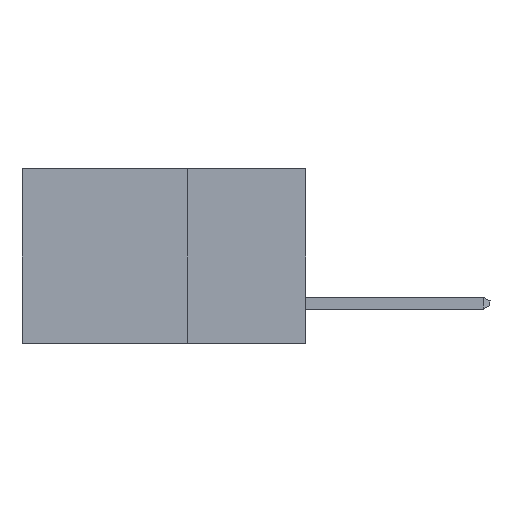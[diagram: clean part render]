
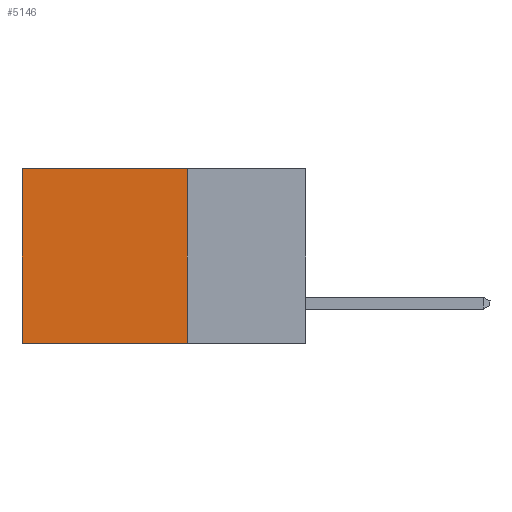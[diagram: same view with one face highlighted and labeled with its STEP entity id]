
A CAD part, left-side view. The second image highlights one B-rep face of the part: STEP entity #5146.
In plain terms, the highlighted planar face has unit normal (-1, 0, 0).
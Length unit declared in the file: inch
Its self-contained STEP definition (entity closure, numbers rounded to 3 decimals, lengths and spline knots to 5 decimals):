
#253 = CARTESIAN_POINT ( 'NONE',  ( 0.2615, 0.25, 0. ) ) ;
#270 = ORIENTED_EDGE ( 'NONE', *, *, #5976, .T. ) ;
#357 = DIRECTION ( 'NONE',  ( 0., 0., -1. ) ) ;
#728 = VERTEX_POINT ( 'NONE', #8546 ) ;
#2016 = VECTOR ( 'NONE', #4289, 39.37008 ) ;
#2265 = VECTOR ( 'NONE', #2596, 39.37008 ) ;
#2536 = CARTESIAN_POINT ( 'NONE',  ( 0.2615, 0.25, -0.37 ) ) ;
#2596 = DIRECTION ( 'NONE',  ( 0., 0., -1. ) ) ;
#2779 = CARTESIAN_POINT ( 'NONE',  ( 0.2615, 0.25, -0.37 ) ) ;
#4010 = VERTEX_POINT ( 'NONE', #2779 ) ;
#4289 = DIRECTION ( 'NONE',  ( 0., 1., 0. ) ) ;
#5017 = ORIENTED_EDGE ( 'NONE', *, *, #13748, .F. ) ;
#5058 = FACE_OUTER_BOUND ( 'NONE', #14477, .T. ) ;
#5084 = LINE ( 'NONE', #11978, #10698 ) ;
#5088 = VERTEX_POINT ( 'NONE', #253 ) ;
#5146 = ADVANCED_FACE ( 'NONE', ( #5058 ), #6274, .F. ) ;
#5269 = LINE ( 'NONE', #14603, #2265 ) ;
#5515 = VECTOR ( 'NONE', #8914, 39.37008 ) ;
#5976 = EDGE_CURVE ( 'NONE', #9136, #728, #5084, .T. ) ;
#6274 = PLANE ( 'NONE',  #7553 ) ;
#6765 = LINE ( 'NONE', #7913, #5515 ) ;
#7553 = AXIS2_PLACEMENT_3D ( 'NONE', #2536, #9737, #14237 ) ;
#7913 = CARTESIAN_POINT ( 'NONE',  ( 0.2615, 0.25, 0. ) ) ;
#8546 = CARTESIAN_POINT ( 'NONE',  ( 0.2615, 0.6, -0.37 ) ) ;
#8914 = DIRECTION ( 'NONE',  ( 0., 1., 0. ) ) ;
#9136 = VERTEX_POINT ( 'NONE', #10888 ) ;
#9737 = DIRECTION ( 'NONE',  ( 1., 0., 0. ) ) ;
#10069 = EDGE_CURVE ( 'NONE', #5088, #9136, #6765, .T. ) ;
#10698 = VECTOR ( 'NONE', #357, 39.37008 ) ;
#10866 = EDGE_CURVE ( 'NONE', #5088, #4010, #5269, .T. ) ;
#10888 = CARTESIAN_POINT ( 'NONE',  ( 0.2615, 0.6, 0. ) ) ;
#11978 = CARTESIAN_POINT ( 'NONE',  ( 0.2615, 0.6, -0.37 ) ) ;
#12320 = CARTESIAN_POINT ( 'NONE',  ( 0.2615, 0.25, -0.37 ) ) ;
#12396 = ORIENTED_EDGE ( 'NONE', *, *, #10866, .F. ) ;
#12938 = ORIENTED_EDGE ( 'NONE', *, *, #10069, .T. ) ;
#13748 = EDGE_CURVE ( 'NONE', #4010, #728, #14768, .T. ) ;
#14237 = DIRECTION ( 'NONE',  ( 0., 0., -1. ) ) ;
#14477 = EDGE_LOOP ( 'NONE', ( #270, #5017, #12396, #12938 ) ) ;
#14603 = CARTESIAN_POINT ( 'NONE',  ( 0.2615, 0.25, -0.37 ) ) ;
#14768 = LINE ( 'NONE', #12320, #2016 ) ;
